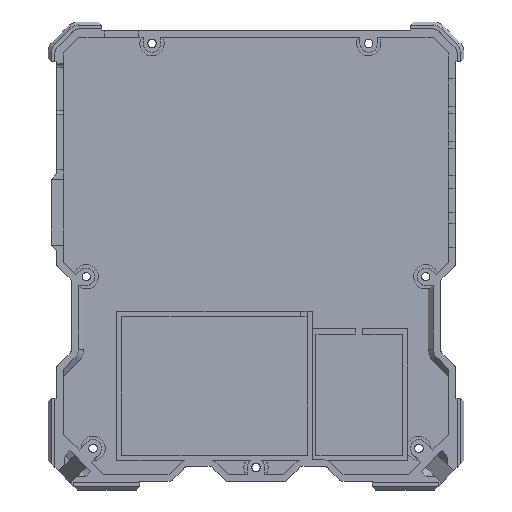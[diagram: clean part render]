
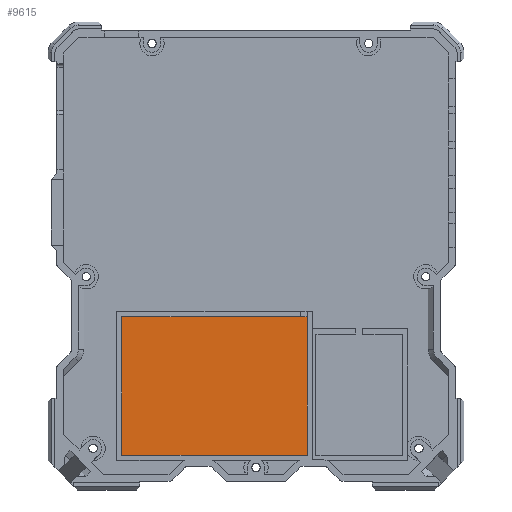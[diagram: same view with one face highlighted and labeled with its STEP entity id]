
A CAD part, top view. The second image highlights one B-rep face of the part: STEP entity #9615.
In plain terms, the highlighted planar face has unit normal (0, 0, 1).
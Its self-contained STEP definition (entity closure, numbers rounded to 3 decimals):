
#4826 = EDGE_CURVE('',#4827,#4829,#4831,.T.);
#4827 = VERTEX_POINT('',#4828);
#4828 = CARTESIAN_POINT('',(14.8,-17.5,1.5));
#4829 = VERTEX_POINT('',#4830);
#4830 = CARTESIAN_POINT('',(-38.7,-17.5,1.5));
#4831 = LINE('',#4832,#4833);
#4832 = CARTESIAN_POINT('',(6.4,-17.5,1.5));
#4833 = VECTOR('',#4834,1.);
#4834 = DIRECTION('',(-1.,0.,0.));
#4866 = EDGE_CURVE('',#4829,#4867,#4869,.T.);
#4867 = VERTEX_POINT('',#4868);
#4868 = CARTESIAN_POINT('',(-38.7,-57.5,1.5));
#4869 = LINE('',#4870,#4871);
#4870 = CARTESIAN_POINT('',(-38.7,-30.482,1.5));
#4871 = VECTOR('',#4872,1.);
#4872 = DIRECTION('',(0.,-1.,0.));
#4890 = EDGE_CURVE('',#4891,#4893,#4895,.T.);
#4891 = VERTEX_POINT('',#4892);
#4892 = CARTESIAN_POINT('',(0.,-57.5,1.5));
#4893 = VERTEX_POINT('',#4894);
#4894 = CARTESIAN_POINT('',(14.8,-57.5,1.5));
#4895 = LINE('',#4896,#4897);
#4896 = CARTESIAN_POINT('',(7.4,-57.5,1.5));
#4897 = VECTOR('',#4898,1.);
#4898 = DIRECTION('',(1.,0.,0.));
#4908 = EDGE_CURVE('',#4867,#4891,#4909,.T.);
#4909 = LINE('',#4910,#4911);
#4910 = CARTESIAN_POINT('',(7.4,-57.5,1.5));
#4911 = VECTOR('',#4912,1.);
#4912 = DIRECTION('',(1.,0.,0.));
#4923 = EDGE_CURVE('',#4893,#4827,#4924,.T.);
#4924 = LINE('',#4925,#4926);
#4925 = CARTESIAN_POINT('',(14.8,-9.732,1.5));
#4926 = VECTOR('',#4927,1.);
#4927 = DIRECTION('',(0.,1.,0.));
#9615 = ADVANCED_FACE('',(#9616),#9623,.T.);
#9616 = FACE_BOUND('',#9617,.T.);
#9617 = EDGE_LOOP('',(#9618,#9619,#9620,#9621,#9622));
#9618 = ORIENTED_EDGE('',*,*,#4866,.T.);
#9619 = ORIENTED_EDGE('',*,*,#4908,.T.);
#9620 = ORIENTED_EDGE('',*,*,#4890,.T.);
#9621 = ORIENTED_EDGE('',*,*,#4923,.T.);
#9622 = ORIENTED_EDGE('',*,*,#4826,.T.);
#9623 = PLANE('',#9624);
#9624 = AXIS2_PLACEMENT_3D('',#9625,#9626,#9627);
#9625 = CARTESIAN_POINT('',(0.,-3.464,1.5));
#9626 = DIRECTION('',(0.,0.,1.));
#9627 = DIRECTION('',(1.,0.,0.));
